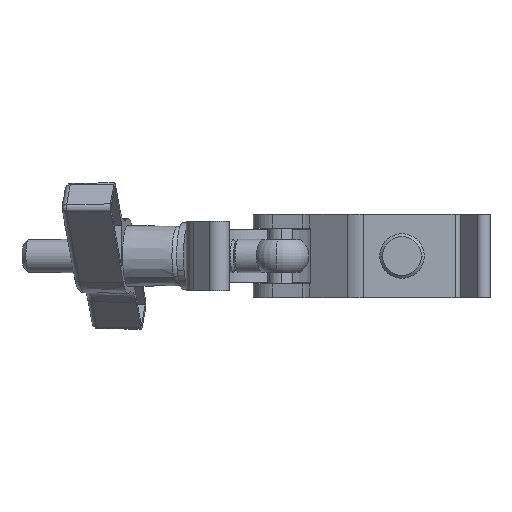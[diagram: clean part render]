
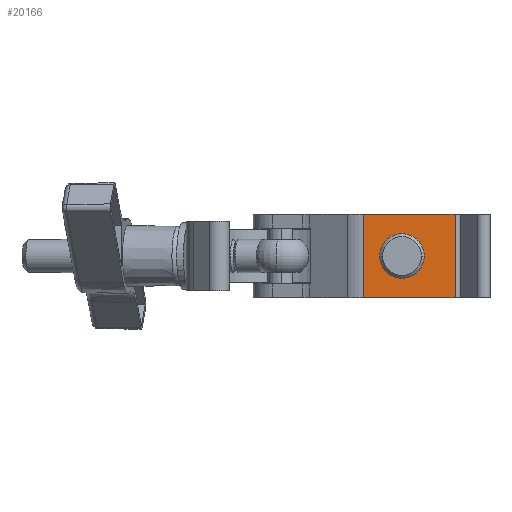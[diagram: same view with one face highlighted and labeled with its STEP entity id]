
A CAD part, front view. The second image highlights one B-rep face of the part: STEP entity #20166.
In plain terms, the highlighted planar face has unit normal (0, -1, 0).
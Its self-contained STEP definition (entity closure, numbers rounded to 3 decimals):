
#2126 = EDGE_LOOP ( 'NONE', ( #17859, #13388, #11294, #19667 ) ) ;
#2342 = CARTESIAN_POINT ( 'NONE',  ( 45.642, 0., -14.95 ) ) ;
#2526 = EDGE_CURVE ( 'NONE', #15692, #20707, #4557, .T. ) ;
#2856 = CARTESIAN_POINT ( 'NONE',  ( 12.579, 0., -14.95 ) ) ;
#3394 = CARTESIAN_POINT ( 'NONE',  ( 12.579, 0., 14.95 ) ) ;
#3403 = CARTESIAN_POINT ( 'NONE',  ( 31.66, 0., 6.35 ) ) ;
#3531 = AXIS2_PLACEMENT_3D ( 'NONE', #10563, #14806, #12680 ) ;
#3736 = DIRECTION ( 'NONE',  ( 0., 1., 0. ) ) ;
#4315 = AXIS2_PLACEMENT_3D ( 'NONE', #25609, #3736, #27884 ) ;
#4478 = LINE ( 'NONE', #21424, #20675 ) ;
#4557 = LINE ( 'NONE', #11035, #12057 ) ;
#5091 = VERTEX_POINT ( 'NONE', #2342 ) ;
#5306 = CARTESIAN_POINT ( 'NONE',  ( 12.579, 0., 14.95 ) ) ;
#5789 = LINE ( 'NONE', #3394, #26542 ) ;
#6585 = DIRECTION ( 'NONE',  ( 1., 0., 0. ) ) ;
#7606 = LINE ( 'NONE', #11544, #12899 ) ;
#9124 = VERTEX_POINT ( 'NONE', #24453 ) ;
#9923 = ORIENTED_EDGE ( 'NONE', *, *, #14209, .T. ) ;
#10563 = CARTESIAN_POINT ( 'NONE',  ( 12.579, 0., 14.95 ) ) ;
#10840 = EDGE_CURVE ( 'NONE', #14286, #26436, #12437, .T. ) ;
#11035 = CARTESIAN_POINT ( 'NONE',  ( 12.579, 0., 14.95 ) ) ;
#11294 = ORIENTED_EDGE ( 'NONE', *, *, #21130, .F. ) ;
#11544 = CARTESIAN_POINT ( 'NONE',  ( 45.642, 0., 14.95 ) ) ;
#11978 = AXIS2_PLACEMENT_3D ( 'NONE', #20484, #15950, #22467 ) ;
#12057 = VECTOR ( 'NONE', #14874, 1000. ) ;
#12144 = CARTESIAN_POINT ( 'NONE',  ( 31.66, 0., -6.35 ) ) ;
#12437 = CIRCLE ( 'NONE', #4315, 6.35 ) ;
#12680 = DIRECTION ( 'NONE',  ( 0., 0., 1. ) ) ;
#12899 = VECTOR ( 'NONE', #20181, 1000. ) ;
#12958 = PLANE ( 'NONE',  #3531 ) ;
#13388 = ORIENTED_EDGE ( 'NONE', *, *, #15296, .F. ) ;
#14209 = EDGE_CURVE ( 'NONE', #26436, #14286, #16941, .T. ) ;
#14286 = VERTEX_POINT ( 'NONE', #12144 ) ;
#14806 = DIRECTION ( 'NONE',  ( 0., 1., 0. ) ) ;
#14874 = DIRECTION ( 'NONE',  ( 0., 0., -1. ) ) ;
#15296 = EDGE_CURVE ( 'NONE', #9124, #5091, #7606, .T. ) ;
#15692 = VERTEX_POINT ( 'NONE', #5306 ) ;
#15950 = DIRECTION ( 'NONE',  ( 0., 1., 0. ) ) ;
#16651 = EDGE_CURVE ( 'NONE', #20707, #5091, #4478, .T. ) ;
#16791 = ORIENTED_EDGE ( 'NONE', *, *, #10840, .T. ) ;
#16941 = CIRCLE ( 'NONE', #11978, 6.35 ) ;
#17859 = ORIENTED_EDGE ( 'NONE', *, *, #16651, .T. ) ;
#19667 = ORIENTED_EDGE ( 'NONE', *, *, #2526, .T. ) ;
#20166 = ADVANCED_FACE ( 'NONE', ( #25681, #25809 ), #12958, .F. ) ;
#20181 = DIRECTION ( 'NONE',  ( 0., 0., -1. ) ) ;
#20484 = CARTESIAN_POINT ( 'NONE',  ( 31.66, 0., 0. ) ) ;
#20675 = VECTOR ( 'NONE', #6585, 1000. ) ;
#20707 = VERTEX_POINT ( 'NONE', #2856 ) ;
#21130 = EDGE_CURVE ( 'NONE', #15692, #9124, #5789, .T. ) ;
#21424 = CARTESIAN_POINT ( 'NONE',  ( 12.579, 0., -14.95 ) ) ;
#22467 = DIRECTION ( 'NONE',  ( 0., 0., -1. ) ) ;
#24020 = EDGE_LOOP ( 'NONE', ( #16791, #9923 ) ) ;
#24453 = CARTESIAN_POINT ( 'NONE',  ( 45.642, 0., 14.95 ) ) ;
#25609 = CARTESIAN_POINT ( 'NONE',  ( 31.66, 0., 0. ) ) ;
#25681 = FACE_BOUND ( 'NONE', #24020, .T. ) ;
#25809 = FACE_OUTER_BOUND ( 'NONE', #2126, .T. ) ;
#26436 = VERTEX_POINT ( 'NONE', #3403 ) ;
#26542 = VECTOR ( 'NONE', #27253, 1000. ) ;
#27253 = DIRECTION ( 'NONE',  ( 1., 0., 0. ) ) ;
#27884 = DIRECTION ( 'NONE',  ( 0., 0., -1. ) ) ;
